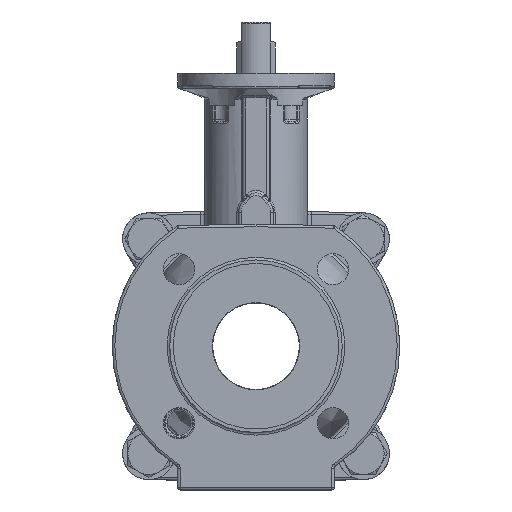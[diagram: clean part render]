
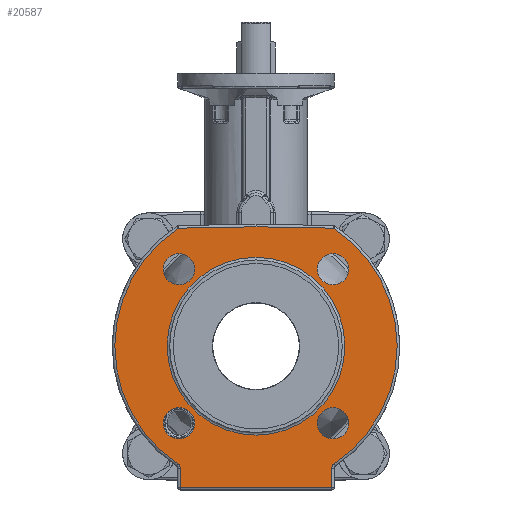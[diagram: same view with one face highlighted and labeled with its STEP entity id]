
A CAD part, left-side view. The second image highlights one B-rep face of the part: STEP entity #20587.
In plain terms, the highlighted planar face has unit normal (-1, 0, 0).
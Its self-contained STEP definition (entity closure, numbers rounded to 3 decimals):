
#529=FACE_BOUND('',#6285,.T.);
#530=FACE_BOUND('',#6286,.T.);
#531=FACE_BOUND('',#6287,.T.);
#532=FACE_BOUND('',#6288,.T.);
#533=FACE_BOUND('',#6289,.T.);
#963=PLANE('',#22174);
#2499=LINE('',#40000,#3788);
#2500=LINE('',#40002,#3789);
#2501=LINE('',#40008,#3790);
#2502=LINE('',#40010,#3791);
#2503=LINE('',#40011,#3792);
#3788=VECTOR('',#26235,10.);
#3789=VECTOR('',#26236,10.);
#3790=VECTOR('',#26241,10.);
#3791=VECTOR('',#26242,10.);
#3792=VECTOR('',#26243,10.);
#4959=FACE_OUTER_BOUND('',#6284,.T.);
#6284=EDGE_LOOP('',(#17522,#17523,#17524,#17525,#17526,#17527,#17528,#17529,
#17530));
#6285=EDGE_LOOP('',(#17531));
#6286=EDGE_LOOP('',(#17532));
#6287=EDGE_LOOP('',(#17533));
#6288=EDGE_LOOP('',(#17534));
#6289=EDGE_LOOP('',(#17535));
#7051=CIRCLE('',#21617,51.);
#7305=CIRCLE('',#22175,3.);
#7306=CIRCLE('',#22176,81.);
#7307=CIRCLE('',#22177,81.);
#7308=CIRCLE('',#22178,3.);
#7309=CIRCLE('',#22179,9.);
#7310=CIRCLE('',#22180,9.);
#7311=CIRCLE('',#22181,9.);
#7312=CIRCLE('',#22182,9.);
#8926=VERTEX_POINT('',#31893);
#9896=VERTEX_POINT('',#39994);
#9897=VERTEX_POINT('',#39995);
#9898=VERTEX_POINT('',#39997);
#9899=VERTEX_POINT('',#39999);
#9900=VERTEX_POINT('',#40001);
#9901=VERTEX_POINT('',#40003);
#9902=VERTEX_POINT('',#40005);
#9903=VERTEX_POINT('',#40007);
#9904=VERTEX_POINT('',#40009);
#9905=VERTEX_POINT('',#40012);
#9906=VERTEX_POINT('',#40014);
#9907=VERTEX_POINT('',#40016);
#9908=VERTEX_POINT('',#40018);
#11184=EDGE_CURVE('',#8926,#8926,#7051,.T.);
#12643=EDGE_CURVE('',#9896,#9897,#7305,.T.);
#12644=EDGE_CURVE('',#9898,#9896,#7306,.T.);
#12645=EDGE_CURVE('',#9899,#9898,#2499,.T.);
#12646=EDGE_CURVE('',#9900,#9899,#2500,.T.);
#12647=EDGE_CURVE('',#9901,#9900,#7307,.T.);
#12648=EDGE_CURVE('',#9902,#9901,#7308,.T.);
#12649=EDGE_CURVE('',#9903,#9902,#2501,.T.);
#12650=EDGE_CURVE('',#9904,#9903,#2502,.T.);
#12651=EDGE_CURVE('',#9897,#9904,#2503,.T.);
#12652=EDGE_CURVE('',#9905,#9905,#7309,.T.);
#12653=EDGE_CURVE('',#9906,#9906,#7310,.T.);
#12654=EDGE_CURVE('',#9907,#9907,#7311,.T.);
#12655=EDGE_CURVE('',#9908,#9908,#7312,.T.);
#17522=ORIENTED_EDGE('',*,*,#12643,.F.);
#17523=ORIENTED_EDGE('',*,*,#12644,.F.);
#17524=ORIENTED_EDGE('',*,*,#12645,.F.);
#17525=ORIENTED_EDGE('',*,*,#12646,.F.);
#17526=ORIENTED_EDGE('',*,*,#12647,.F.);
#17527=ORIENTED_EDGE('',*,*,#12648,.F.);
#17528=ORIENTED_EDGE('',*,*,#12649,.F.);
#17529=ORIENTED_EDGE('',*,*,#12650,.F.);
#17530=ORIENTED_EDGE('',*,*,#12651,.F.);
#17531=ORIENTED_EDGE('',*,*,#12652,.T.);
#17532=ORIENTED_EDGE('',*,*,#12653,.T.);
#17533=ORIENTED_EDGE('',*,*,#12654,.T.);
#17534=ORIENTED_EDGE('',*,*,#12655,.T.);
#17535=ORIENTED_EDGE('',*,*,#11184,.F.);
#20587=ADVANCED_FACE('',(#4959,#529,#530,#531,#532,#533),#963,.T.);
#21617=AXIS2_PLACEMENT_3D('',#31894,#24436,#24437);
#22174=AXIS2_PLACEMENT_3D('',#39993,#26229,#26230);
#22175=AXIS2_PLACEMENT_3D('',#39996,#26231,#26232);
#22176=AXIS2_PLACEMENT_3D('',#39998,#26233,#26234);
#22177=AXIS2_PLACEMENT_3D('',#40004,#26237,#26238);
#22178=AXIS2_PLACEMENT_3D('',#40006,#26239,#26240);
#22179=AXIS2_PLACEMENT_3D('',#40013,#26244,#26245);
#22180=AXIS2_PLACEMENT_3D('',#40015,#26246,#26247);
#22181=AXIS2_PLACEMENT_3D('',#40017,#26248,#26249);
#22182=AXIS2_PLACEMENT_3D('',#40019,#26250,#26251);
#24436=DIRECTION('center_axis',(-1.,0.,0.));
#24437=DIRECTION('ref_axis',(0.,0.,1.));
#26229=DIRECTION('center_axis',(-1.,0.,0.));
#26230=DIRECTION('ref_axis',(0.,0.,1.));
#26231=DIRECTION('center_axis',(-1.,0.,0.));
#26232=DIRECTION('ref_axis',(0.,0.881,0.472));
#26233=DIRECTION('center_axis',(1.,0.,0.));
#26234=DIRECTION('ref_axis',(0.,-1.,0.001));
#26235=DIRECTION('',(0.,-1.,-0.017));
#26236=DIRECTION('',(0.,-1.,0.017));
#26237=DIRECTION('center_axis',(1.,0.,0.));
#26238=DIRECTION('ref_axis',(0.,1.,0.001));
#26239=DIRECTION('center_axis',(-1.,0.,0.));
#26240=DIRECTION('ref_axis',(0.,-0.881,0.472));
#26241=DIRECTION('',(0.,0.,1.));
#26242=DIRECTION('',(0.,1.,0.));
#26243=DIRECTION('',(0.,0.,-1.));
#26244=DIRECTION('center_axis',(1.,0.,0.));
#26245=DIRECTION('ref_axis',(0.,1.,0.));
#26246=DIRECTION('center_axis',(1.,0.,0.));
#26247=DIRECTION('ref_axis',(0.,0.,-1.));
#26248=DIRECTION('center_axis',(1.,0.,0.));
#26249=DIRECTION('ref_axis',(0.,-1.,0.));
#26250=DIRECTION('center_axis',(1.,0.,0.));
#26251=DIRECTION('ref_axis',(0.,0.,1.));
#31893=CARTESIAN_POINT('',(-82.,0.,-51.));
#31894=CARTESIAN_POINT('Origin',(-82.,0.,0.));
#39993=CARTESIAN_POINT('Origin',(-82.,0.,51.));
#39994=CARTESIAN_POINT('',(-82.,-44.839,-67.457));
#39995=CARTESIAN_POINT('',(-82.,-43.5,-69.955));
#39996=CARTESIAN_POINT('Origin',(-82.,-46.5,-69.955));
#39997=CARTESIAN_POINT('',(-82.,-44.435,67.724));
#39998=CARTESIAN_POINT('Origin',(-82.,0.,0.));
#39999=CARTESIAN_POINT('',(-82.,0.,68.5));
#40000=CARTESIAN_POINT('',(-82.,-24.864,68.066));
#40001=CARTESIAN_POINT('',(-82.,44.435,67.724));
#40002=CARTESIAN_POINT('',(-82.,0.14,68.497));
#40003=CARTESIAN_POINT('',(-82.,44.839,-67.457));
#40004=CARTESIAN_POINT('Origin',(-82.,0.,0.));
#40005=CARTESIAN_POINT('',(-82.,43.5,-69.955));
#40006=CARTESIAN_POINT('Origin',(-82.,46.5,-69.955));
#40007=CARTESIAN_POINT('',(-82.,43.5,-81.));
#40008=CARTESIAN_POINT('',(-82.,43.5,-15.75));
#40009=CARTESIAN_POINT('',(-82.,-43.5,-81.));
#40010=CARTESIAN_POINT('',(-82.,-22.5,-81.));
#40011=CARTESIAN_POINT('',(-82.,-43.5,-9.073));
#40012=CARTESIAN_POINT('',(-82.,35.194,-44.194));
#40013=CARTESIAN_POINT('Origin',(-82.,44.194,-44.194));
#40014=CARTESIAN_POINT('',(-82.,-44.194,-35.194));
#40015=CARTESIAN_POINT('Origin',(-82.,-44.194,-44.194));
#40016=CARTESIAN_POINT('',(-82.,-35.194,44.194));
#40017=CARTESIAN_POINT('Origin',(-82.,-44.194,44.194));
#40018=CARTESIAN_POINT('',(-82.,44.194,35.194));
#40019=CARTESIAN_POINT('Origin',(-82.,44.194,44.194));
